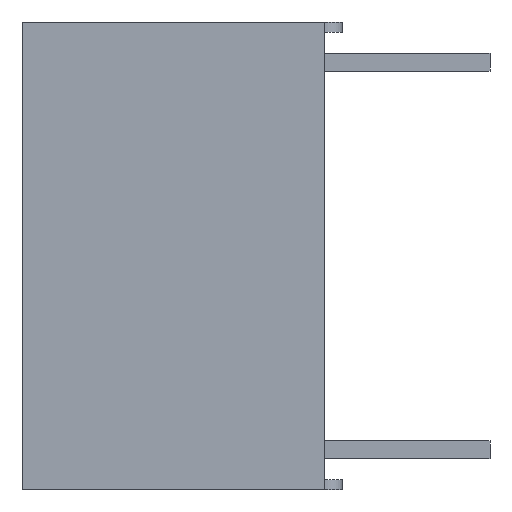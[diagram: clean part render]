
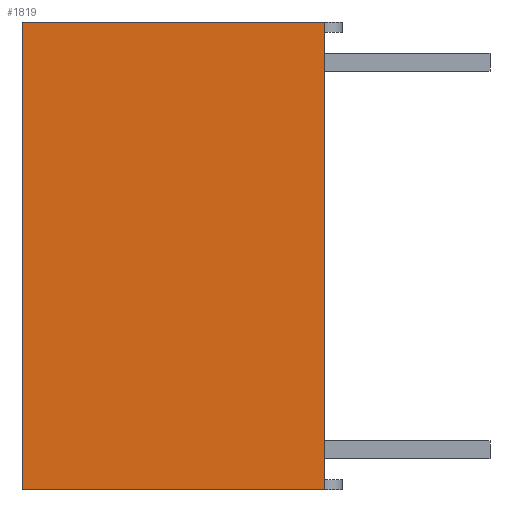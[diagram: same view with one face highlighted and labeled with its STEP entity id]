
A CAD part, left-side view. The second image highlights one B-rep face of the part: STEP entity #1819.
In plain terms, the highlighted planar face has unit normal (-1, 0, 0).
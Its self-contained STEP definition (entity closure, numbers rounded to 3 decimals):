
#213 = PLANE ( 'NONE',  #2251 ) ;
#547 = VERTEX_POINT ( 'NONE', #5237 ) ;
#709 = VECTOR ( 'NONE', #5014, 1000. ) ;
#765 = LINE ( 'NONE', #3746, #709 ) ;
#891 = VERTEX_POINT ( 'NONE', #4195 ) ;
#981 = EDGE_CURVE ( 'NONE', #891, #1456, #765, .T. ) ;
#1241 = ORIENTED_EDGE ( 'NONE', *, *, #4520, .F. ) ;
#1367 = CARTESIAN_POINT ( 'NONE',  ( 0., 5.95, -9.2 ) ) ;
#1456 = VERTEX_POINT ( 'NONE', #4144 ) ;
#1485 = VECTOR ( 'NONE', #5181, 1000. ) ;
#1675 = DIRECTION ( 'NONE',  ( 0., 0., 1. ) ) ;
#1819 = ADVANCED_FACE ( 'NONE', ( #2867 ), #213, .F. ) ;
#2207 = LINE ( 'NONE', #4351, #1485 ) ;
#2251 = AXIS2_PLACEMENT_3D ( 'NONE', #5210, #4363, #3122 ) ;
#2320 = ORIENTED_EDGE ( 'NONE', *, *, #3353, .T. ) ;
#2424 = DIRECTION ( 'NONE',  ( 0., -1., 0. ) ) ;
#2575 = EDGE_LOOP ( 'NONE', ( #4159, #2932, #1241, #2320 ) ) ;
#2630 = EDGE_CURVE ( 'NONE', #547, #1456, #4056, .T. ) ;
#2806 = VECTOR ( 'NONE', #1675, 1000. ) ;
#2867 = FACE_OUTER_BOUND ( 'NONE', #2575, .T. ) ;
#2925 = CARTESIAN_POINT ( 'NONE',  ( 0., 5.95, 0. ) ) ;
#2932 = ORIENTED_EDGE ( 'NONE', *, *, #2630, .F. ) ;
#2955 = VECTOR ( 'NONE', #2424, 1000. ) ;
#3122 = DIRECTION ( 'NONE',  ( 0., 0., -1. ) ) ;
#3353 = EDGE_CURVE ( 'NONE', #3372, #891, #2207, .T. ) ;
#3372 = VERTEX_POINT ( 'NONE', #1367 ) ;
#3746 = CARTESIAN_POINT ( 'NONE',  ( 0., 0., 0. ) ) ;
#4056 = LINE ( 'NONE', #4116, #2955 ) ;
#4116 = CARTESIAN_POINT ( 'NONE',  ( 0., 5.95, 0. ) ) ;
#4144 = CARTESIAN_POINT ( 'NONE',  ( 0., 0., 0. ) ) ;
#4159 = ORIENTED_EDGE ( 'NONE', *, *, #981, .T. ) ;
#4195 = CARTESIAN_POINT ( 'NONE',  ( 0., 0., -9.2 ) ) ;
#4351 = CARTESIAN_POINT ( 'NONE',  ( 0., 5.95, -9.2 ) ) ;
#4363 = DIRECTION ( 'NONE',  ( 1., 0., 0. ) ) ;
#4520 = EDGE_CURVE ( 'NONE', #3372, #547, #5294, .T. ) ;
#5014 = DIRECTION ( 'NONE',  ( 0., 0., 1. ) ) ;
#5181 = DIRECTION ( 'NONE',  ( 0., -1., 0. ) ) ;
#5210 = CARTESIAN_POINT ( 'NONE',  ( 0., 5.95, 0. ) ) ;
#5237 = CARTESIAN_POINT ( 'NONE',  ( 0., 5.95, 0. ) ) ;
#5294 = LINE ( 'NONE', #2925, #2806 ) ;
